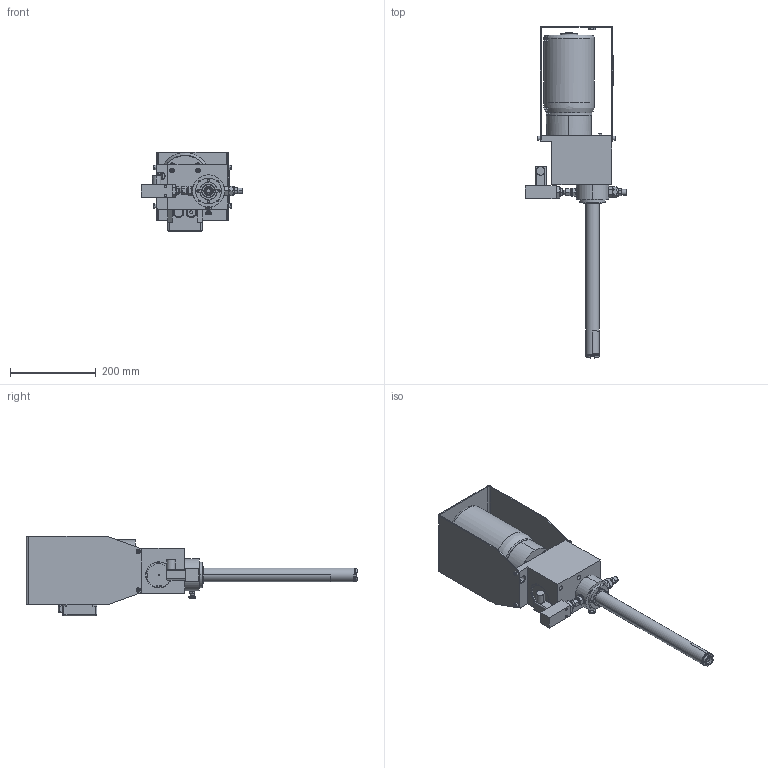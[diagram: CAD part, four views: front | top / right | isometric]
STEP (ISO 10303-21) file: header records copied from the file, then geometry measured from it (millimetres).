
FILE_DESCRIPTION((''),'2;1');
FILE_NAME('43551-00_SW0001','2025-12-11T09:43:39',('julian.egg'),(''),'CREO PARAMETRIC BY PTC INC, 2025323','CREO PARAMETRIC BY PTC INC, 2025323','');
FILE_SCHEMA(('CONFIG_CONTROL_DESIGN'));
Length unit declared in the file: millimetre
Products named in the file (1): 43551-00_SW0001
Bounding box: 236.8 x 775 x 185 mm (x, y, z)
Volume: 4682797 mm3; surface area: 626495.9 mm2
Topology: 2 solids, 4 shells, 1173 faces, 2622 edges, 1569 vertices
Faces by surface type: plane 537, cylinder 357, cone 200, torus 65, sphere 12, bspline 2
Entity records: 36689 total; most frequent: CARTESIAN_POINT 10304, DIRECTION 5830, ORIENTED_EDGE 5192, EDGE_CURVE 2596, AXIS2_PLACEMENT_3D 2282, VERTEX_POINT 1569, EDGE_LOOP 1329, VECTOR 1266
